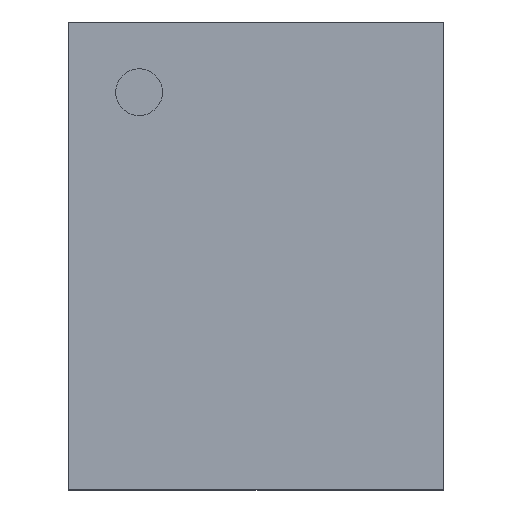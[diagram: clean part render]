
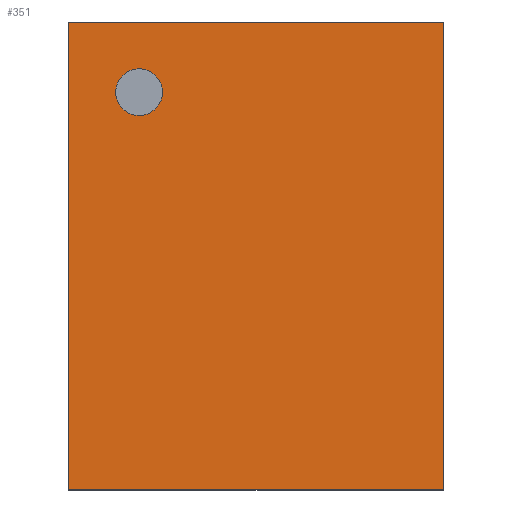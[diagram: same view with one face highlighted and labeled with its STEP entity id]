
A CAD part, top view. The second image highlights one B-rep face of the part: STEP entity #351.
In plain terms, the highlighted planar face has unit normal (0, 0, 1).
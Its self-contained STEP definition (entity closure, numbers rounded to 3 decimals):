
#54=FACE_BOUND('',#119,.T.);
#60=PLANE('',#415);
#90=FACE_OUTER_BOUND('',#118,.T.);
#118=EDGE_LOOP('',(#295,#296,#297,#298));
#119=EDGE_LOOP('',(#299));
#144=LINE('',#587,#157);
#147=LINE('',#593,#160);
#150=LINE('',#599,#163);
#153=LINE('',#603,#166);
#157=VECTOR('',#472,10.);
#160=VECTOR('',#477,10.);
#163=VECTOR('',#482,10.);
#166=VECTOR('',#487,10.);
#167=CIRCLE('',#408,0.1);
#189=VERTEX_POINT('',#574);
#193=VERTEX_POINT('',#584);
#194=VERTEX_POINT('',#586);
#196=VERTEX_POINT('',#592);
#198=VERTEX_POINT('',#598);
#239=EDGE_CURVE('',#189,#189,#167,.T.);
#244=EDGE_CURVE('',#194,#193,#144,.T.);
#247=EDGE_CURVE('',#196,#194,#147,.T.);
#250=EDGE_CURVE('',#198,#196,#150,.T.);
#253=EDGE_CURVE('',#193,#198,#153,.T.);
#295=ORIENTED_EDGE('',*,*,#253,.T.);
#296=ORIENTED_EDGE('',*,*,#250,.T.);
#297=ORIENTED_EDGE('',*,*,#247,.T.);
#298=ORIENTED_EDGE('',*,*,#244,.T.);
#299=ORIENTED_EDGE('',*,*,#239,.T.);
#351=ADVANCED_FACE('',(#90,#54),#60,.T.);
#408=AXIS2_PLACEMENT_3D('',#575,#461,#462);
#415=AXIS2_PLACEMENT_3D('',#604,#488,#489);
#461=DIRECTION('center_axis',(0.,0.,-1.));
#462=DIRECTION('ref_axis',(-1.,0.,0.));
#472=DIRECTION('',(1.,0.,0.));
#477=DIRECTION('',(0.,-1.,0.));
#482=DIRECTION('',(-1.,0.,0.));
#487=DIRECTION('',(0.,1.,0.));
#488=DIRECTION('center_axis',(0.,0.,1.));
#489=DIRECTION('ref_axis',(1.,0.,0.));
#574=CARTESIAN_POINT('',(-0.4,0.7,0.58));
#575=CARTESIAN_POINT('Origin',(-0.5,0.7,0.58));
#584=CARTESIAN_POINT('',(0.8,-1.,0.58));
#586=CARTESIAN_POINT('',(-0.8,-1.,0.58));
#587=CARTESIAN_POINT('',(-0.8,-1.,0.58));
#592=CARTESIAN_POINT('',(-0.8,1.,0.58));
#593=CARTESIAN_POINT('',(-0.8,1.,0.58));
#598=CARTESIAN_POINT('',(0.8,1.,0.58));
#599=CARTESIAN_POINT('',(0.8,1.,0.58));
#603=CARTESIAN_POINT('',(0.8,-1.,0.58));
#604=CARTESIAN_POINT('Origin',(0.,0.,0.58));
